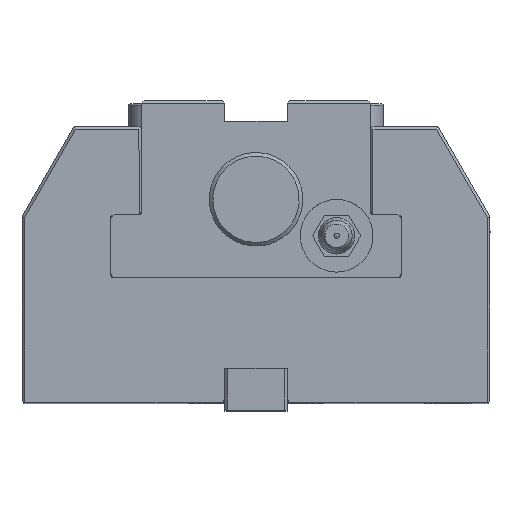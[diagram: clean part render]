
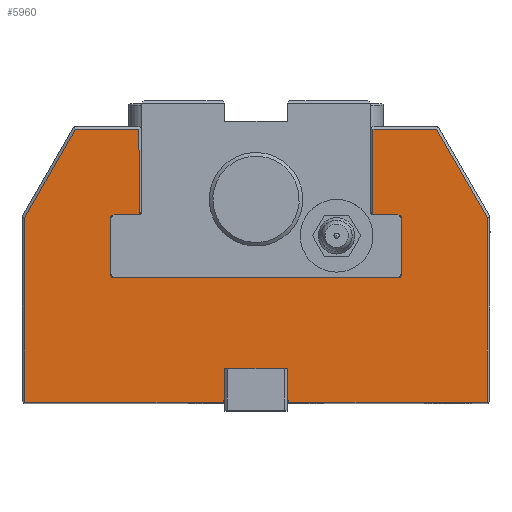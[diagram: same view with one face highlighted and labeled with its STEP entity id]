
A CAD part, top view. The second image highlights one B-rep face of the part: STEP entity #5960.
In plain terms, the highlighted planar face has unit normal (0, 0, 1).
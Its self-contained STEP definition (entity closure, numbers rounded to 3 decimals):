
#204=PLANE('',#6590);
#579=LINE('',#9406,#1172);
#586=LINE('',#9450,#1179);
#649=LINE('',#9632,#1242);
#659=LINE('',#9650,#1252);
#679=LINE('',#9698,#1272);
#683=LINE('',#9707,#1276);
#688=LINE('',#9745,#1281);
#692=LINE('',#9769,#1285);
#696=LINE('',#9777,#1289);
#709=LINE('',#9808,#1302);
#710=LINE('',#9810,#1303);
#711=LINE('',#9812,#1304);
#712=LINE('',#9814,#1305);
#713=LINE('',#9815,#1306);
#714=LINE('',#9817,#1307);
#715=LINE('',#9819,#1308);
#716=LINE('',#9821,#1309);
#717=LINE('',#9822,#1310);
#718=LINE('',#9824,#1311);
#719=LINE('',#9826,#1312);
#720=LINE('',#9828,#1313);
#721=LINE('',#9829,#1314);
#1172=VECTOR('',#7553,1000.);
#1179=VECTOR('',#7570,1000.);
#1242=VECTOR('',#7719,1000.);
#1252=VECTOR('',#7729,1000.);
#1272=VECTOR('',#7773,1000.);
#1276=VECTOR('',#7781,1000.);
#1281=VECTOR('',#7796,1000.);
#1285=VECTOR('',#7810,1000.);
#1289=VECTOR('',#7816,1000.);
#1302=VECTOR('',#7845,1000.);
#1303=VECTOR('',#7846,1000.);
#1304=VECTOR('',#7847,1000.);
#1305=VECTOR('',#7848,1000.);
#1306=VECTOR('',#7849,1000.);
#1307=VECTOR('',#7850,1000.);
#1308=VECTOR('',#7851,1000.);
#1309=VECTOR('',#7852,1000.);
#1310=VECTOR('',#7853,1000.);
#1311=VECTOR('',#7854,1000.);
#1312=VECTOR('',#7855,1000.);
#1313=VECTOR('',#7856,1000.);
#1314=VECTOR('',#7857,1000.);
#1771=FACE_OUTER_BOUND('',#2101,.T.);
#2101=EDGE_LOOP('',(#4854,#4855,#4856,#4857,#4858,#4859,#4860,#4861,#4862,
#4863,#4864,#4865,#4866,#4867,#4868,#4869,#4870,#4871,#4872,#4873,#4874,
#4875,#4876,#4877,#4878,#4879));
#2439=CIRCLE('',#6513,0.56);
#2462=CIRCLE('',#6573,0.56);
#2463=CIRCLE('',#6575,0.56);
#2465=CIRCLE('',#6579,0.56);
#2808=VERTEX_POINT('',#9395);
#2813=VERTEX_POINT('',#9404);
#2815=VERTEX_POINT('',#9435);
#2821=VERTEX_POINT('',#9448);
#2884=VERTEX_POINT('',#9629);
#2885=VERTEX_POINT('',#9631);
#2892=VERTEX_POINT('',#9647);
#2893=VERTEX_POINT('',#9649);
#2908=VERTEX_POINT('',#9695);
#2909=VERTEX_POINT('',#9697);
#2912=VERTEX_POINT('',#9705);
#2914=VERTEX_POINT('',#9734);
#2918=VERTEX_POINT('',#9743);
#2920=VERTEX_POINT('',#9759);
#2923=VERTEX_POINT('',#9767);
#2926=VERTEX_POINT('',#9775);
#2936=VERTEX_POINT('',#9807);
#2937=VERTEX_POINT('',#9809);
#2938=VERTEX_POINT('',#9811);
#2939=VERTEX_POINT('',#9813);
#2940=VERTEX_POINT('',#9816);
#2941=VERTEX_POINT('',#9818);
#2942=VERTEX_POINT('',#9820);
#2943=VERTEX_POINT('',#9823);
#2944=VERTEX_POINT('',#9825);
#2945=VERTEX_POINT('',#9827);
#3497=EDGE_CURVE('',#2808,#2813,#579,.T.);
#3502=EDGE_CURVE('',#2813,#2815,#2439,.T.);
#3508=EDGE_CURVE('',#2815,#2821,#586,.T.);
#3595=EDGE_CURVE('',#2885,#2884,#649,.T.);
#3605=EDGE_CURVE('',#2893,#2892,#659,.T.);
#3631=EDGE_CURVE('',#2909,#2908,#679,.T.);
#3636=EDGE_CURVE('',#2908,#2912,#683,.T.);
#3638=EDGE_CURVE('',#2912,#2808,#2462,.T.);
#3641=EDGE_CURVE('',#2821,#2914,#2463,.T.);
#3645=EDGE_CURVE('',#2914,#2918,#688,.T.);
#3649=EDGE_CURVE('',#2918,#2920,#2465,.T.);
#3653=EDGE_CURVE('',#2920,#2923,#692,.T.);
#3657=EDGE_CURVE('',#2923,#2926,#696,.T.);
#3674=EDGE_CURVE('',#2884,#2936,#709,.T.);
#3675=EDGE_CURVE('',#2937,#2936,#710,.T.);
#3676=EDGE_CURVE('',#2938,#2937,#711,.T.);
#3677=EDGE_CURVE('',#2938,#2939,#712,.T.);
#3678=EDGE_CURVE('',#2939,#2893,#713,.T.);
#3679=EDGE_CURVE('',#2892,#2940,#714,.T.);
#3680=EDGE_CURVE('',#2940,#2941,#715,.T.);
#3681=EDGE_CURVE('',#2941,#2942,#716,.T.);
#3682=EDGE_CURVE('',#2942,#2909,#717,.T.);
#3683=EDGE_CURVE('',#2926,#2943,#718,.T.);
#3684=EDGE_CURVE('',#2943,#2944,#719,.T.);
#3685=EDGE_CURVE('',#2944,#2945,#720,.T.);
#3686=EDGE_CURVE('',#2945,#2885,#721,.T.);
#4854=ORIENTED_EDGE('',*,*,#3595,.T.);
#4855=ORIENTED_EDGE('',*,*,#3674,.T.);
#4856=ORIENTED_EDGE('',*,*,#3675,.F.);
#4857=ORIENTED_EDGE('',*,*,#3676,.F.);
#4858=ORIENTED_EDGE('',*,*,#3677,.T.);
#4859=ORIENTED_EDGE('',*,*,#3678,.T.);
#4860=ORIENTED_EDGE('',*,*,#3605,.T.);
#4861=ORIENTED_EDGE('',*,*,#3679,.T.);
#4862=ORIENTED_EDGE('',*,*,#3680,.T.);
#4863=ORIENTED_EDGE('',*,*,#3681,.T.);
#4864=ORIENTED_EDGE('',*,*,#3682,.T.);
#4865=ORIENTED_EDGE('',*,*,#3631,.T.);
#4866=ORIENTED_EDGE('',*,*,#3636,.T.);
#4867=ORIENTED_EDGE('',*,*,#3638,.T.);
#4868=ORIENTED_EDGE('',*,*,#3497,.T.);
#4869=ORIENTED_EDGE('',*,*,#3502,.T.);
#4870=ORIENTED_EDGE('',*,*,#3508,.T.);
#4871=ORIENTED_EDGE('',*,*,#3641,.T.);
#4872=ORIENTED_EDGE('',*,*,#3645,.T.);
#4873=ORIENTED_EDGE('',*,*,#3649,.T.);
#4874=ORIENTED_EDGE('',*,*,#3653,.T.);
#4875=ORIENTED_EDGE('',*,*,#3657,.T.);
#4876=ORIENTED_EDGE('',*,*,#3683,.T.);
#4877=ORIENTED_EDGE('',*,*,#3684,.T.);
#4878=ORIENTED_EDGE('',*,*,#3685,.T.);
#4879=ORIENTED_EDGE('',*,*,#3686,.T.);
#5960=ADVANCED_FACE('',(#1771),#204,.T.);
#6513=AXIS2_PLACEMENT_3D('',#9437,#7561,#7562);
#6573=AXIS2_PLACEMENT_3D('',#9719,#7784,#7785);
#6575=AXIS2_PLACEMENT_3D('',#9736,#7789,#7790);
#6579=AXIS2_PLACEMENT_3D('',#9761,#7802,#7803);
#6590=AXIS2_PLACEMENT_3D('',#9806,#7843,#7844);
#7553=DIRECTION('',(0.,-1.,0.));
#7561=DIRECTION('center_axis',(0.,0.,-1.));
#7562=DIRECTION('ref_axis',(1.,0.,0.));
#7570=DIRECTION('',(-1.,0.,0.));
#7719=DIRECTION('',(1.,0.,0.));
#7729=DIRECTION('',(1.,0.,0.));
#7773=DIRECTION('',(0.707,-0.707,0.));
#7781=DIRECTION('',(1.,0.,0.));
#7784=DIRECTION('center_axis',(0.,0.,-1.));
#7785=DIRECTION('ref_axis',(1.,0.,0.));
#7789=DIRECTION('center_axis',(0.,0.,-1.));
#7790=DIRECTION('ref_axis',(1.,0.,0.));
#7796=DIRECTION('',(0.,1.,0.));
#7802=DIRECTION('center_axis',(0.,0.,-1.));
#7803=DIRECTION('ref_axis',(1.,0.,0.));
#7810=DIRECTION('',(1.,0.,0.));
#7816=DIRECTION('',(0.707,0.707,0.));
#7843=DIRECTION('center_axis',(0.,0.,1.));
#7844=DIRECTION('ref_axis',(1.,0.,0.));
#7845=DIRECTION('',(0.707,0.707,0.));
#7846=DIRECTION('',(0.,-1.,0.));
#7847=DIRECTION('',(-1.,0.,0.));
#7848=DIRECTION('',(0.,-1.,0.));
#7849=DIRECTION('',(0.707,-0.707,0.));
#7850=DIRECTION('',(0.,1.,0.));
#7851=DIRECTION('',(-0.5,0.866,0.));
#7852=DIRECTION('',(-1.,0.,0.));
#7853=DIRECTION('',(0.,-1.,0.));
#7854=DIRECTION('',(0.,1.,0.));
#7855=DIRECTION('',(-1.,0.,0.));
#7856=DIRECTION('',(-0.5,-0.866,0.));
#7857=DIRECTION('',(0.,-1.,0.));
#9395=CARTESIAN_POINT('',(28.,35.44,85.));
#9404=CARTESIAN_POINT('',(28.,24.56,85.));
#9406=CARTESIAN_POINT('',(28.,35.44,85.));
#9435=CARTESIAN_POINT('',(27.44,24.,85.));
#9437=CARTESIAN_POINT('Origin',(27.44,24.56,85.));
#9448=CARTESIAN_POINT('',(-27.44,24.,85.));
#9450=CARTESIAN_POINT('',(-27.44,24.,85.));
#9629=CARTESIAN_POINT('',(-6.5,0.,85.));
#9631=CARTESIAN_POINT('',(-44.5,0.,85.));
#9632=CARTESIAN_POINT('',(-44.629,0.,85.));
#9647=CARTESIAN_POINT('',(44.5,0.,85.));
#9649=CARTESIAN_POINT('',(6.5,0.,85.));
#9650=CARTESIAN_POINT('',(-44.629,0.,85.));
#9695=CARTESIAN_POINT('',(22.7,36.,85.));
#9697=CARTESIAN_POINT('',(22.5,36.2,85.));
#9698=CARTESIAN_POINT('',(22.7,36.,85.));
#9705=CARTESIAN_POINT('',(27.44,36.,85.));
#9707=CARTESIAN_POINT('',(22.7,36.,85.));
#9719=CARTESIAN_POINT('Origin',(27.44,35.44,85.));
#9734=CARTESIAN_POINT('',(-28.,24.56,85.));
#9736=CARTESIAN_POINT('Origin',(-27.44,24.56,85.));
#9743=CARTESIAN_POINT('',(-28.,35.44,85.));
#9745=CARTESIAN_POINT('',(-28.,35.44,85.));
#9759=CARTESIAN_POINT('',(-27.44,36.,85.));
#9761=CARTESIAN_POINT('Origin',(-27.44,35.44,85.));
#9767=CARTESIAN_POINT('',(-22.7,36.,85.));
#9769=CARTESIAN_POINT('',(-27.44,36.,85.));
#9775=CARTESIAN_POINT('',(-22.5,36.2,85.));
#9777=CARTESIAN_POINT('',(-22.7,36.,85.));
#9806=CARTESIAN_POINT('Origin',(27.44,35.44,85.));
#9807=CARTESIAN_POINT('',(-6.,0.5,85.));
#9808=CARTESIAN_POINT('',(28.19,34.69,85.));
#9809=CARTESIAN_POINT('',(-6.,6.5,85.));
#9810=CARTESIAN_POINT('',(-6.,6.5,85.));
#9811=CARTESIAN_POINT('',(6.,6.5,85.));
#9812=CARTESIAN_POINT('',(6.,6.5,85.));
#9813=CARTESIAN_POINT('',(6.,0.5,85.));
#9814=CARTESIAN_POINT('',(6.,6.5,85.));
#9815=CARTESIAN_POINT('',(-0.75,7.25,85.));
#9816=CARTESIAN_POINT('',(44.5,35.546,85.));
#9817=CARTESIAN_POINT('',(44.5,35.679,85.));
#9818=CARTESIAN_POINT('',(34.711,52.5,85.));
#9819=CARTESIAN_POINT('',(34.567,52.75,85.));
#9820=CARTESIAN_POINT('',(22.5,52.5,85.));
#9821=CARTESIAN_POINT('',(22.5,52.5,85.));
#9822=CARTESIAN_POINT('',(22.5,36.7,85.));
#9823=CARTESIAN_POINT('',(-22.5,52.5,85.));
#9824=CARTESIAN_POINT('',(-22.5,52.5,85.));
#9825=CARTESIAN_POINT('',(-34.711,52.5,85.));
#9826=CARTESIAN_POINT('',(-35.,52.5,85.));
#9827=CARTESIAN_POINT('',(-44.5,35.546,85.));
#9828=CARTESIAN_POINT('',(-44.567,35.429,85.));
#9829=CARTESIAN_POINT('',(-44.5,0.371,85.));
